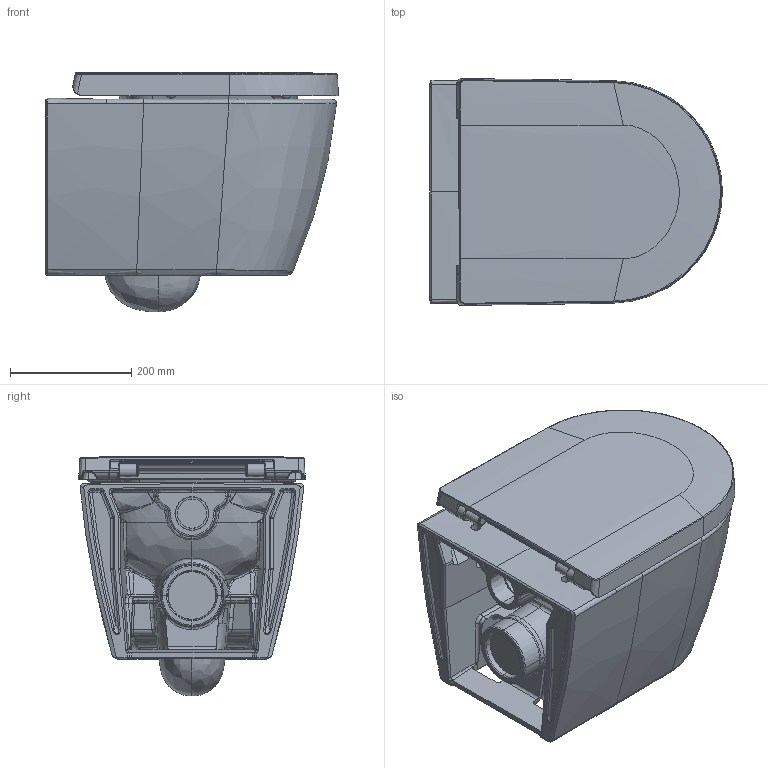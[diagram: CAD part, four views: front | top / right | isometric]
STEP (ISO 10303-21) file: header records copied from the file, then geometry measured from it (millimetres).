
FILE_DESCRIPTION((''),'2;1');
FILE_NAME('253009.stp','2015-06-10T15:20:53',('Administrator'),(''),'Autodesk Inventor 2011','Autodesk Inventor 2011','');
FILE_SCHEMA(('CONFIG_CONTROL_DESIGN'));
Length unit declared in the file: millimetre
Products named in the file (11): 253009; 002019; Sitz 002019; Deckel 002019; Soft close rechts; Druckknopf; Blechhuelse; Soft Close links; Puffer; Dämpfer
Assembly tree (16 placements, depth 4):
  253009
    253009
    002019
      Sitz 002019
      Deckel 002019
      Soft close rechts
        Druckknopf
        Blechhuelse
      Soft Close links
        Druckknopf
        Blechhuelse
      Puffer  x4
      Dämpfer  x2
Bounding box: 482.83 x 373.52 x 395.32 mm (x, y, z)
Volume: 20436574.7 mm3; surface area: 1740798.6 mm2
Topology: 13 solids, 13 shells, 2632 faces, 6703 edges, 4124 vertices
Faces by surface type: bspline 1029, plane 667, cylinder 474, torus 207, cone 183, sphere 72
Full cylindrical faces by diameter (mm): 13.5 x2, 15.5 x2, 16 x2, 16.12 x2, 17 x2, 20 x2, 20.2 x2, 21.2 x2
Entity records: 254979 total; most frequent: CARTESIAN_POINT 212614, ORIENTED_EDGE 9574, DIRECTION 6993, EDGE_CURVE 4787, VERTEX_POINT 2933, AXIS2_PLACEMENT_3D 2859, EDGE_LOOP 2092, FACE_OUTER_BOUND 1971
